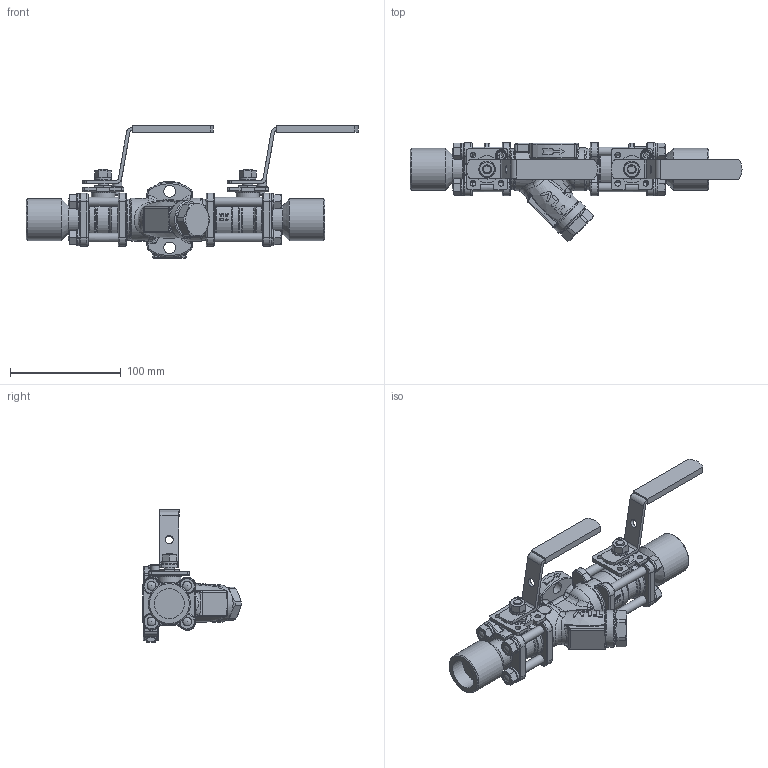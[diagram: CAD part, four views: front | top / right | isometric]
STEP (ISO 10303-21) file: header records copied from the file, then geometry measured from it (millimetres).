
FILE_DESCRIPTION(/* description */ (''),/* implementation_level */ '2;1');
FILE_NAME(/* name */ 'qs10b-020-sw000-00.stp',/* time_stamp */ '2022-05-19T10:31:48+09:00',/* author */ ('mafukuda'),/* organization */ (''),/* preprocessor_version */ 'ST-DEVELOPER v18',/* originating_system */ 'Autodesk Inventor 2020',/* authorisation */ '');
FILE_SCHEMA (('AUTOMOTIVE_DESIGN { 1 0 10303 214 3 1 1 }'));
Products named in the file (1): qs10b-020-sw000-00
Bounding box: 300 x 89 x 120 mm (x, y, z)
Volume: 424705.3 mm3; surface area: 98844.1 mm2
Topology: 11 solids, 14 shells, 1327 faces, 3406 edges, 2086 vertices
Faces by surface type: plane 459, cylinder 364, bspline 201, cone 152, torus 117, sphere 34
Full cylindrical faces by diameter (mm): 5 x10, 5.3 x2, 6.647 x4, 7 x1, 7.5 x2, 8 x12, 8.5 x2, 8.7 x10, 9 x2, 10 x2, 10.5 x2, 14.9 x2, 16 x3, 24 x1, 24.2 x1, 24.5 x2, 25 x1, 26 x2, 27.2 x2, 29 x1, 34 x1, 35.6 x1, 37 x6, 38 x2, 39 x1
Entity records: 47840 total; most frequent: CARTESIAN_POINT 16701, ORIENTED_EDGE 6712, DIRECTION 6258, EDGE_CURVE 3356, AXIS2_PLACEMENT_3D 2594, VERTEX_POINT 2126, EDGE_LOOP 1458, FACE_OUTER_BOUND 1327
